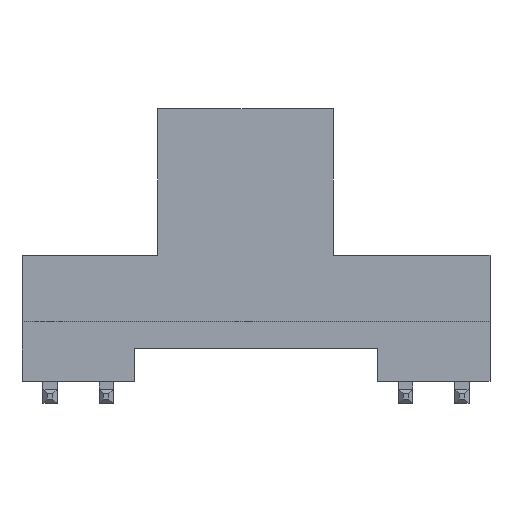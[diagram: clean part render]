
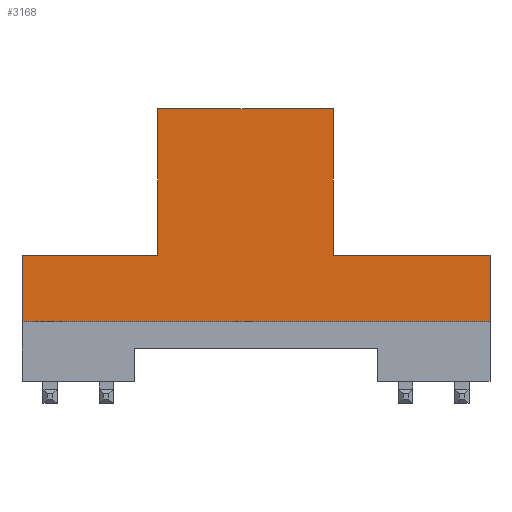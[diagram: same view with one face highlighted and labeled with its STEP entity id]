
A CAD part, front view. The second image highlights one B-rep face of the part: STEP entity #3168.
In plain terms, the highlighted planar face has unit normal (0, -1, 0).
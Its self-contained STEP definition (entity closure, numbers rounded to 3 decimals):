
#615 = PLANE('',#616);
#616 = AXIS2_PLACEMENT_3D('',#617,#618,#619);
#617 = CARTESIAN_POINT('',(0.,14.,0.));
#618 = DIRECTION('',(-1.,0.,0.));
#619 = DIRECTION('',(0.,0.,-1.));
#1180 = PLANE('',#1181);
#1181 = AXIS2_PLACEMENT_3D('',#1182,#1183,#1184);
#1182 = CARTESIAN_POINT('',(21.19,0.,0.));
#1183 = DIRECTION('',(1.,0.,0.));
#1184 = DIRECTION('',(0.,0.,1.));
#1206 = PLANE('',#1207);
#1207 = AXIS2_PLACEMENT_3D('',#1208,#1209,#1210);
#1208 = CARTESIAN_POINT('',(0.,0.,1.2));
#1209 = DIRECTION('',(0.,0.,-1.));
#1210 = DIRECTION('',(-1.,0.,0.));
#1354 = VERTEX_POINT('',#1355);
#1355 = CARTESIAN_POINT('',(0.,2.,1.2));
#1376 = EDGE_CURVE('',#1354,#1377,#1379,.T.);
#1377 = VERTEX_POINT('',#1378);
#1378 = CARTESIAN_POINT('',(0.,2.,4.2));
#1379 = SURFACE_CURVE('',#1380,(#1384,#1391),.PCURVE_S1.);
#1380 = LINE('',#1381,#1382);
#1381 = CARTESIAN_POINT('',(0.,2.,1.2));
#1382 = VECTOR('',#1383,1.);
#1383 = DIRECTION('',(0.,0.,1.));
#1384 = PCURVE('',#615,#1385);
#1385 = DEFINITIONAL_REPRESENTATION('',(#1386),#1390);
#1386 = LINE('',#1387,#1388);
#1387 = CARTESIAN_POINT('',(-1.2,12.));
#1388 = VECTOR('',#1389,1.);
#1389 = DIRECTION('',(-1.,0.));
#1390 = ( GEOMETRIC_REPRESENTATION_CONTEXT(2) 
PARAMETRIC_REPRESENTATION_CONTEXT() REPRESENTATION_CONTEXT('2D SPACE',''
  ) );
#1391 = PCURVE('',#1392,#1397);
#1392 = PLANE('',#1393);
#1393 = AXIS2_PLACEMENT_3D('',#1394,#1395,#1396);
#1394 = CARTESIAN_POINT('',(21.19,2.,1.2));
#1395 = DIRECTION('',(0.,1.,0.));
#1396 = DIRECTION('',(0.,0.,1.));
#1397 = DEFINITIONAL_REPRESENTATION('',(#1398),#1402);
#1398 = LINE('',#1399,#1400);
#1399 = CARTESIAN_POINT('',(0.,-21.19));
#1400 = VECTOR('',#1401,1.);
#1401 = DIRECTION('',(1.,0.));
#1402 = ( GEOMETRIC_REPRESENTATION_CONTEXT(2) 
PARAMETRIC_REPRESENTATION_CONTEXT() REPRESENTATION_CONTEXT('2D SPACE',''
  ) );
#1420 = PLANE('',#1421);
#1421 = AXIS2_PLACEMENT_3D('',#1422,#1423,#1424);
#1422 = CARTESIAN_POINT('',(0.,12.,4.2));
#1423 = DIRECTION('',(0.,0.,1.));
#1424 = DIRECTION('',(1.,0.,0.));
#2617 = VERTEX_POINT('',#2618);
#2618 = CARTESIAN_POINT('',(21.19,2.,4.2));
#2632 = PLANE('',#2633);
#2633 = AXIS2_PLACEMENT_3D('',#2634,#2635,#2636);
#2634 = CARTESIAN_POINT('',(0.,12.,4.2));
#2635 = DIRECTION('',(0.,0.,1.));
#2636 = DIRECTION('',(1.,0.,0.));
#2644 = EDGE_CURVE('',#2645,#2617,#2647,.T.);
#2645 = VERTEX_POINT('',#2646);
#2646 = CARTESIAN_POINT('',(21.19,2.,1.2));
#2647 = SURFACE_CURVE('',#2648,(#2652,#2659),.PCURVE_S1.);
#2648 = LINE('',#2649,#2650);
#2649 = CARTESIAN_POINT('',(21.19,2.,1.2));
#2650 = VECTOR('',#2651,1.);
#2651 = DIRECTION('',(0.,0.,1.));
#2652 = PCURVE('',#1180,#2653);
#2653 = DEFINITIONAL_REPRESENTATION('',(#2654),#2658);
#2654 = LINE('',#2655,#2656);
#2655 = CARTESIAN_POINT('',(1.2,-2.));
#2656 = VECTOR('',#2657,1.);
#2657 = DIRECTION('',(1.,0.));
#2658 = ( GEOMETRIC_REPRESENTATION_CONTEXT(2) 
PARAMETRIC_REPRESENTATION_CONTEXT() REPRESENTATION_CONTEXT('2D SPACE',''
  ) );
#2659 = PCURVE('',#1392,#2660);
#2660 = DEFINITIONAL_REPRESENTATION('',(#2661),#2665);
#2661 = LINE('',#2662,#2663);
#2662 = CARTESIAN_POINT('',(0.,0.));
#2663 = VECTOR('',#2664,1.);
#2664 = DIRECTION('',(1.,0.));
#2665 = ( GEOMETRIC_REPRESENTATION_CONTEXT(2) 
PARAMETRIC_REPRESENTATION_CONTEXT() REPRESENTATION_CONTEXT('2D SPACE',''
  ) );
#2693 = EDGE_CURVE('',#2645,#1354,#2694,.T.);
#2694 = SURFACE_CURVE('',#2695,(#2699,#2706),.PCURVE_S1.);
#2695 = LINE('',#2696,#2697);
#2696 = CARTESIAN_POINT('',(21.19,2.,1.2));
#2697 = VECTOR('',#2698,1.);
#2698 = DIRECTION('',(-1.,0.,0.));
#2699 = PCURVE('',#1206,#2700);
#2700 = DEFINITIONAL_REPRESENTATION('',(#2701),#2705);
#2701 = LINE('',#2702,#2703);
#2702 = CARTESIAN_POINT('',(-21.19,2.));
#2703 = VECTOR('',#2704,1.);
#2704 = DIRECTION('',(1.,0.));
#2705 = ( GEOMETRIC_REPRESENTATION_CONTEXT(2) 
PARAMETRIC_REPRESENTATION_CONTEXT() REPRESENTATION_CONTEXT('2D SPACE',''
  ) );
#2706 = PCURVE('',#1392,#2707);
#2707 = DEFINITIONAL_REPRESENTATION('',(#2708),#2712);
#2708 = LINE('',#2709,#2710);
#2709 = CARTESIAN_POINT('',(0.,0.));
#2710 = VECTOR('',#2711,1.);
#2711 = DIRECTION('',(0.,-1.));
#2712 = ( GEOMETRIC_REPRESENTATION_CONTEXT(2) 
PARAMETRIC_REPRESENTATION_CONTEXT() REPRESENTATION_CONTEXT('2D SPACE',''
  ) );
#3168 = ADVANCED_FACE('',(#3169),#1392,.F.);
#3169 = FACE_BOUND('',#3170,.T.);
#3170 = EDGE_LOOP('',(#3171,#3172,#3195,#3223,#3251,#3279,#3300,#3301));
#3171 = ORIENTED_EDGE('',*,*,#2644,.T.);
#3172 = ORIENTED_EDGE('',*,*,#3173,.T.);
#3173 = EDGE_CURVE('',#2617,#3174,#3176,.T.);
#3174 = VERTEX_POINT('',#3175);
#3175 = CARTESIAN_POINT('',(14.09,2.,4.2));
#3176 = SURFACE_CURVE('',#3177,(#3181,#3188),.PCURVE_S1.);
#3177 = LINE('',#3178,#3179);
#3178 = CARTESIAN_POINT('',(21.19,2.,4.2));
#3179 = VECTOR('',#3180,1.);
#3180 = DIRECTION('',(-1.,0.,0.));
#3181 = PCURVE('',#1392,#3182);
#3182 = DEFINITIONAL_REPRESENTATION('',(#3183),#3187);
#3183 = LINE('',#3184,#3185);
#3184 = CARTESIAN_POINT('',(3.,0.));
#3185 = VECTOR('',#3186,1.);
#3186 = DIRECTION('',(0.,-1.));
#3187 = ( GEOMETRIC_REPRESENTATION_CONTEXT(2) 
PARAMETRIC_REPRESENTATION_CONTEXT() REPRESENTATION_CONTEXT('2D SPACE',''
  ) );
#3188 = PCURVE('',#2632,#3189);
#3189 = DEFINITIONAL_REPRESENTATION('',(#3190),#3194);
#3190 = LINE('',#3191,#3192);
#3191 = CARTESIAN_POINT('',(21.19,-10.));
#3192 = VECTOR('',#3193,1.);
#3193 = DIRECTION('',(-1.,0.));
#3194 = ( GEOMETRIC_REPRESENTATION_CONTEXT(2) 
PARAMETRIC_REPRESENTATION_CONTEXT() REPRESENTATION_CONTEXT('2D SPACE',''
  ) );
#3195 = ORIENTED_EDGE('',*,*,#3196,.T.);
#3196 = EDGE_CURVE('',#3174,#3197,#3199,.T.);
#3197 = VERTEX_POINT('',#3198);
#3198 = CARTESIAN_POINT('',(14.09,2.,10.85));
#3199 = SURFACE_CURVE('',#3200,(#3204,#3211),.PCURVE_S1.);
#3200 = LINE('',#3201,#3202);
#3201 = CARTESIAN_POINT('',(14.09,2.,4.2));
#3202 = VECTOR('',#3203,1.);
#3203 = DIRECTION('',(0.,0.,1.));
#3204 = PCURVE('',#1392,#3205);
#3205 = DEFINITIONAL_REPRESENTATION('',(#3206),#3210);
#3206 = LINE('',#3207,#3208);
#3207 = CARTESIAN_POINT('',(3.,-7.1));
#3208 = VECTOR('',#3209,1.);
#3209 = DIRECTION('',(1.,0.));
#3210 = ( GEOMETRIC_REPRESENTATION_CONTEXT(2) 
PARAMETRIC_REPRESENTATION_CONTEXT() REPRESENTATION_CONTEXT('2D SPACE',''
  ) );
#3211 = PCURVE('',#3212,#3217);
#3212 = PLANE('',#3213);
#3213 = AXIS2_PLACEMENT_3D('',#3214,#3215,#3216);
#3214 = CARTESIAN_POINT('',(14.09,2.,4.2));
#3215 = DIRECTION('',(-1.,0.,0.));
#3216 = DIRECTION('',(0.,1.,0.));
#3217 = DEFINITIONAL_REPRESENTATION('',(#3218),#3222);
#3218 = LINE('',#3219,#3220);
#3219 = CARTESIAN_POINT('',(0.,0.));
#3220 = VECTOR('',#3221,1.);
#3221 = DIRECTION('',(0.,-1.));
#3222 = ( GEOMETRIC_REPRESENTATION_CONTEXT(2) 
PARAMETRIC_REPRESENTATION_CONTEXT() REPRESENTATION_CONTEXT('2D SPACE',''
  ) );
#3223 = ORIENTED_EDGE('',*,*,#3224,.F.);
#3224 = EDGE_CURVE('',#3225,#3197,#3227,.T.);
#3225 = VERTEX_POINT('',#3226);
#3226 = CARTESIAN_POINT('',(6.15,2.,10.85));
#3227 = SURFACE_CURVE('',#3228,(#3232,#3239),.PCURVE_S1.);
#3228 = LINE('',#3229,#3230);
#3229 = CARTESIAN_POINT('',(6.15,2.,10.85));
#3230 = VECTOR('',#3231,1.);
#3231 = DIRECTION('',(1.,0.,0.));
#3232 = PCURVE('',#1392,#3233);
#3233 = DEFINITIONAL_REPRESENTATION('',(#3234),#3238);
#3234 = LINE('',#3235,#3236);
#3235 = CARTESIAN_POINT('',(9.65,-15.04));
#3236 = VECTOR('',#3237,1.);
#3237 = DIRECTION('',(0.,1.));
#3238 = ( GEOMETRIC_REPRESENTATION_CONTEXT(2) 
PARAMETRIC_REPRESENTATION_CONTEXT() REPRESENTATION_CONTEXT('2D SPACE',''
  ) );
#3239 = PCURVE('',#3240,#3245);
#3240 = PLANE('',#3241);
#3241 = AXIS2_PLACEMENT_3D('',#3242,#3243,#3244);
#3242 = CARTESIAN_POINT('',(6.15,2.,10.85));
#3243 = DIRECTION('',(0.,0.,-1.));
#3244 = DIRECTION('',(-1.,0.,0.));
#3245 = DEFINITIONAL_REPRESENTATION('',(#3246),#3250);
#3246 = LINE('',#3247,#3248);
#3247 = CARTESIAN_POINT('',(0.,0.));
#3248 = VECTOR('',#3249,1.);
#3249 = DIRECTION('',(-1.,0.));
#3250 = ( GEOMETRIC_REPRESENTATION_CONTEXT(2) 
PARAMETRIC_REPRESENTATION_CONTEXT() REPRESENTATION_CONTEXT('2D SPACE',''
  ) );
#3251 = ORIENTED_EDGE('',*,*,#3252,.F.);
#3252 = EDGE_CURVE('',#3253,#3225,#3255,.T.);
#3253 = VERTEX_POINT('',#3254);
#3254 = CARTESIAN_POINT('',(6.15,2.,4.2));
#3255 = SURFACE_CURVE('',#3256,(#3260,#3267),.PCURVE_S1.);
#3256 = LINE('',#3257,#3258);
#3257 = CARTESIAN_POINT('',(6.15,2.,4.2));
#3258 = VECTOR('',#3259,1.);
#3259 = DIRECTION('',(0.,0.,1.));
#3260 = PCURVE('',#1392,#3261);
#3261 = DEFINITIONAL_REPRESENTATION('',(#3262),#3266);
#3262 = LINE('',#3263,#3264);
#3263 = CARTESIAN_POINT('',(3.,-15.04));
#3264 = VECTOR('',#3265,1.);
#3265 = DIRECTION('',(1.,0.));
#3266 = ( GEOMETRIC_REPRESENTATION_CONTEXT(2) 
PARAMETRIC_REPRESENTATION_CONTEXT() REPRESENTATION_CONTEXT('2D SPACE',''
  ) );
#3267 = PCURVE('',#3268,#3273);
#3268 = PLANE('',#3269);
#3269 = AXIS2_PLACEMENT_3D('',#3270,#3271,#3272);
#3270 = CARTESIAN_POINT('',(6.15,12.,4.2));
#3271 = DIRECTION('',(1.,0.,0.));
#3272 = DIRECTION('',(0.,-1.,0.));
#3273 = DEFINITIONAL_REPRESENTATION('',(#3274),#3278);
#3274 = LINE('',#3275,#3276);
#3275 = CARTESIAN_POINT('',(10.,0.));
#3276 = VECTOR('',#3277,1.);
#3277 = DIRECTION('',(0.,-1.));
#3278 = ( GEOMETRIC_REPRESENTATION_CONTEXT(2) 
PARAMETRIC_REPRESENTATION_CONTEXT() REPRESENTATION_CONTEXT('2D SPACE',''
  ) );
#3279 = ORIENTED_EDGE('',*,*,#3280,.T.);
#3280 = EDGE_CURVE('',#3253,#1377,#3281,.T.);
#3281 = SURFACE_CURVE('',#3282,(#3286,#3293),.PCURVE_S1.);
#3282 = LINE('',#3283,#3284);
#3283 = CARTESIAN_POINT('',(21.19,2.,4.2));
#3284 = VECTOR('',#3285,1.);
#3285 = DIRECTION('',(-1.,0.,0.));
#3286 = PCURVE('',#1392,#3287);
#3287 = DEFINITIONAL_REPRESENTATION('',(#3288),#3292);
#3288 = LINE('',#3289,#3290);
#3289 = CARTESIAN_POINT('',(3.,0.));
#3290 = VECTOR('',#3291,1.);
#3291 = DIRECTION('',(0.,-1.));
#3292 = ( GEOMETRIC_REPRESENTATION_CONTEXT(2) 
PARAMETRIC_REPRESENTATION_CONTEXT() REPRESENTATION_CONTEXT('2D SPACE',''
  ) );
#3293 = PCURVE('',#1420,#3294);
#3294 = DEFINITIONAL_REPRESENTATION('',(#3295),#3299);
#3295 = LINE('',#3296,#3297);
#3296 = CARTESIAN_POINT('',(21.19,-10.));
#3297 = VECTOR('',#3298,1.);
#3298 = DIRECTION('',(-1.,0.));
#3299 = ( GEOMETRIC_REPRESENTATION_CONTEXT(2) 
PARAMETRIC_REPRESENTATION_CONTEXT() REPRESENTATION_CONTEXT('2D SPACE',''
  ) );
#3300 = ORIENTED_EDGE('',*,*,#1376,.F.);
#3301 = ORIENTED_EDGE('',*,*,#2693,.F.);
